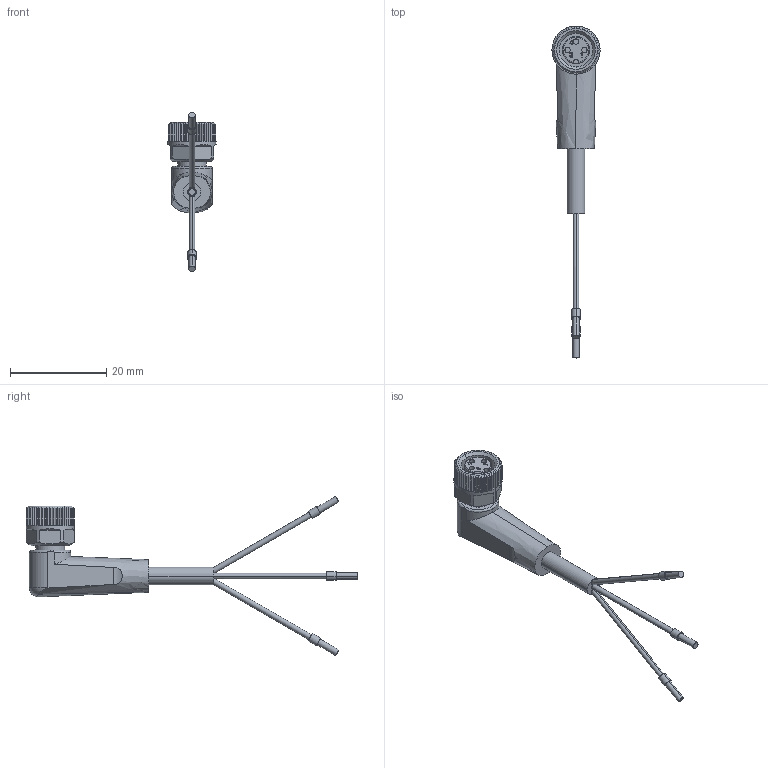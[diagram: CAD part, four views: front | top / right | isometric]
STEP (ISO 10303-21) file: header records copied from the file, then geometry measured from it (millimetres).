
FILE_DESCRIPTION(/* description */ ('Alibre Inc.'),/* implementation_level */ '2;1');
FILE_NAME(/* name */ 'export-2CE6BF4D-B8CF-4BF1-AF5B-18ACAD8F96BF',/* time_stamp */ '2020-08-11T09:51:30+02:00',/* author */ (''),/* organization */ (''),/* preprocessor_version */ 'ST-DEVELOPER v17',/* originating_system */ 'Alibre',/* authorisation */ '');
FILE_SCHEMA (('AUTOMOTIVE_DESIGN'));
Length unit declared in the file: millimetre
Products named in the file (1): 1
Bounding box: 10 x 69 x 33.11 mm (x, y, z)
Volume: 2112.5 mm3; surface area: 2030.6 mm2
Topology: 1 solids, 1 shells, 612 faces, 1706 edges, 1136 vertices
Faces by surface type: plane 294, bspline 206, cylinder 92, torus 12, cone 8
Full cylindrical faces by diameter (mm): 1.1 x3
Entity records: 20410 total; most frequent: CARTESIAN_POINT 6254, ORIENTED_EDGE 3406, DIRECTION 1822, EDGE_CURVE 1703, VERTEX_POINT 1136, VECTOR 920, LINE 920, EDGE_LOOP 655
